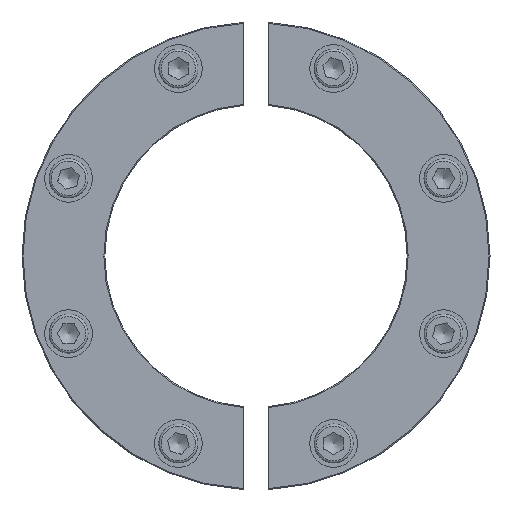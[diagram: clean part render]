
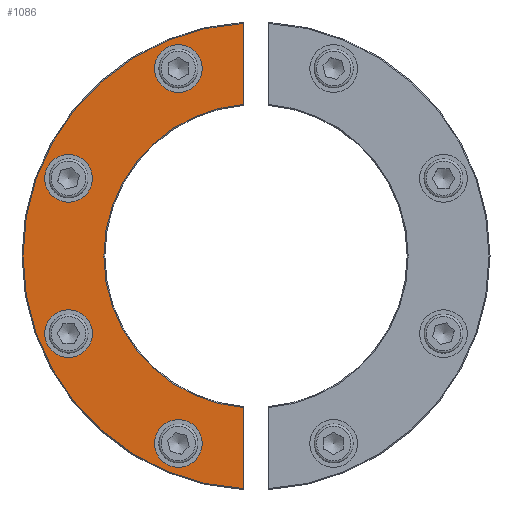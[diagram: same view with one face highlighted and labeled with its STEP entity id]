
A CAD part, left-side view. The second image highlights one B-rep face of the part: STEP entity #1086.
In plain terms, the highlighted planar face has unit normal (-1, 0, 0).
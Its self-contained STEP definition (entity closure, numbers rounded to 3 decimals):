
#98=PLANE('',#1228);
#127=LINE('',#1742,#179);
#133=LINE('',#1754,#185);
#179=VECTOR('',#1379,1000.);
#185=VECTOR('',#1391,1000.);
#334=ORIENTED_EDGE('',*,*,#548,.F.);
#335=ORIENTED_EDGE('',*,*,#544,.F.);
#336=ORIENTED_EDGE('',*,*,#542,.F.);
#337=ORIENTED_EDGE('',*,*,#546,.F.);
#338=ORIENTED_EDGE('',*,*,#532,.F.);
#339=ORIENTED_EDGE('',*,*,#531,.T.);
#340=ORIENTED_EDGE('',*,*,#512,.F.);
#341=ORIENTED_EDGE('',*,*,#524,.T.);
#512=EDGE_CURVE('',#637,#638,#732,.T.);
#524=EDGE_CURVE('',#637,#645,#127,.T.);
#531=EDGE_CURVE('',#648,#638,#133,.T.);
#532=EDGE_CURVE('',#648,#645,#737,.T.);
#542=EDGE_CURVE('',#658,#658,#747,.T.);
#544=EDGE_CURVE('',#660,#660,#749,.T.);
#546=EDGE_CURVE('',#662,#662,#751,.T.);
#548=EDGE_CURVE('',#664,#664,#753,.T.);
#637=VERTEX_POINT('',#1717);
#638=VERTEX_POINT('',#1719);
#645=VERTEX_POINT('',#1741);
#648=VERTEX_POINT('',#1752);
#658=VERTEX_POINT('',#1783);
#660=VERTEX_POINT('',#1789);
#662=VERTEX_POINT('',#1795);
#664=VERTEX_POINT('',#1801);
#732=CIRCLE('',#1188,30.95);
#737=CIRCLE('',#1200,47.4);
#747=CIRCLE('',#1217,2.85);
#749=CIRCLE('',#1221,2.85);
#751=CIRCLE('',#1225,2.85);
#753=CIRCLE('',#1229,2.85);
#830=EDGE_LOOP('',(#334));
#831=EDGE_LOOP('',(#335));
#832=EDGE_LOOP('',(#336));
#833=EDGE_LOOP('',(#337));
#834=EDGE_LOOP('',(#338,#339,#340,#341));
#950=FACE_BOUND('',#830,.T.);
#951=FACE_BOUND('',#831,.T.);
#952=FACE_BOUND('',#832,.T.);
#953=FACE_BOUND('',#833,.T.);
#954=FACE_BOUND('',#834,.T.);
#1086=ADVANCED_FACE('',(#950,#951,#952,#953,#954),#98,.T.);
#1188=AXIS2_PLACEMENT_3D('',#1718,#1355,#1356);
#1200=AXIS2_PLACEMENT_3D('',#1756,#1394,#1395);
#1217=AXIS2_PLACEMENT_3D('',#1782,#1428,#1429);
#1221=AXIS2_PLACEMENT_3D('',#1788,#1436,#1437);
#1225=AXIS2_PLACEMENT_3D('',#1794,#1444,#1445);
#1228=AXIS2_PLACEMENT_3D('',#1799,#1450,#1451);
#1229=AXIS2_PLACEMENT_3D('',#1800,#1452,#1453);
#1355=DIRECTION('',(-1.,0.,0.));
#1356=DIRECTION('',(0.,-1.,0.));
#1379=DIRECTION('',(0.,0.,-1.));
#1391=DIRECTION('',(0.,0.,-1.));
#1394=DIRECTION('',(1.,0.,0.));
#1395=DIRECTION('',(0.,-1.,0.));
#1428=DIRECTION('',(-1.,0.,0.));
#1429=DIRECTION('',(0.,0.,1.));
#1436=DIRECTION('',(-1.,0.,0.));
#1437=DIRECTION('',(0.,-0.707,0.707));
#1444=DIRECTION('',(-1.,0.,0.));
#1445=DIRECTION('',(0.,-1.,0.));
#1450=DIRECTION('',(-1.,0.,0.));
#1451=DIRECTION('',(0.,0.,1.));
#1452=DIRECTION('',(-1.,0.,0.));
#1453=DIRECTION('',(0.,-0.707,-0.707));
#1717=CARTESIAN_POINT('',(0.,-2.5,-30.849));
#1718=CARTESIAN_POINT('',(0.,0.,0.));
#1719=CARTESIAN_POINT('',(0.,-2.5,30.849));
#1741=CARTESIAN_POINT('',(0.,-2.5,-47.334));
#1742=CARTESIAN_POINT('',(0.,-2.5,0.));
#1752=CARTESIAN_POINT('',(0.,-2.5,47.334));
#1754=CARTESIAN_POINT('',(0.,-2.5,0.));
#1756=CARTESIAN_POINT('',(0.,0.,0.));
#1782=CARTESIAN_POINT('',(0.,-15.795,38.133));
#1783=CARTESIAN_POINT('',(0.,-15.795,40.983));
#1788=CARTESIAN_POINT('',(0.,-38.133,15.795));
#1789=CARTESIAN_POINT('',(0.,-40.148,17.811));
#1794=CARTESIAN_POINT('',(0.,-38.133,-15.795));
#1795=CARTESIAN_POINT('',(0.,-40.983,-15.795));
#1799=CARTESIAN_POINT('',(0.,47.6,0.));
#1800=CARTESIAN_POINT('',(0.,-15.795,-38.133));
#1801=CARTESIAN_POINT('',(0.,-17.811,-40.148));
